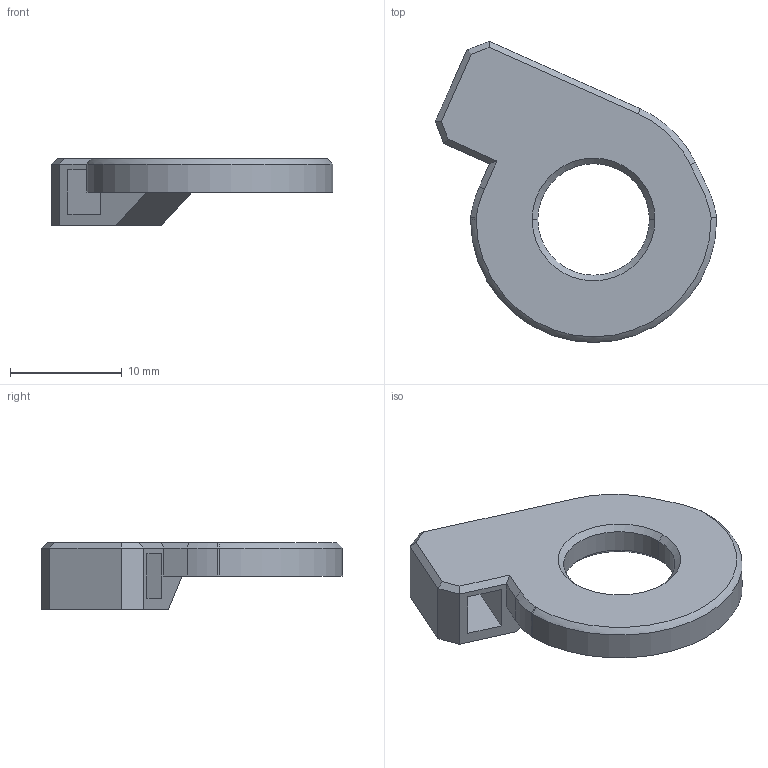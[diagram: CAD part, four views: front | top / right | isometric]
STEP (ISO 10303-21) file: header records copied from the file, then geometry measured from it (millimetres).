
FILE_DESCRIPTION (( 'STEP AP203' ), '1' );
FILE_NAME ('eyelid-idler.step', '2015-02-17T12:48:17', ( 'Cesar' ), ( '' ), 'SwSTEP 2.0', 'SolidWorks 2013', '' );
FILE_SCHEMA (( 'CONFIG_CONTROL_DESIGN' ));
Length unit declared in the file: millimetre
Products named in the file (1): eyelid-idler
Bounding box: 25.22 x 26.99 x 6 mm (x, y, z)
Volume: 1222.1 mm3; surface area: 1254.4 mm2
Topology: 1 solids, 1 shells, 41 faces, 99 edges, 60 vertices
Faces by surface type: plane 23, cylinder 8, cone 7, torus 3
Entity records: 1265 total; most frequent: DIRECTION 210, CARTESIAN_POINT 207, ORIENTED_EDGE 198, EDGE_CURVE 99, AXIS2_PLACEMENT_3D 71, VECTOR 68, LINE 68, VERTEX_POINT 60
